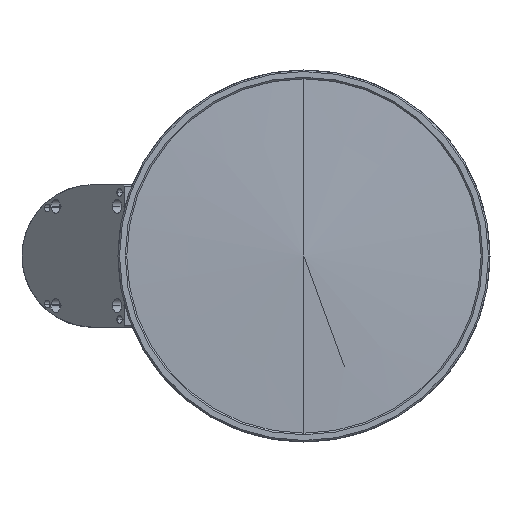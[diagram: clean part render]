
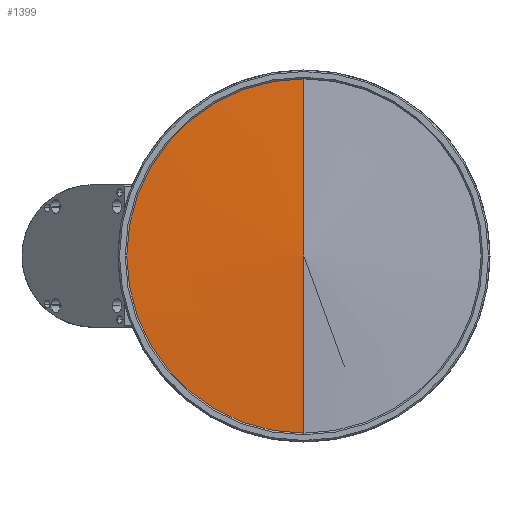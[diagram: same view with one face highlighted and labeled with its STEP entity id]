
A CAD part, left-side view. The second image highlights one B-rep face of the part: STEP entity #1399.
In plain terms, the highlighted conical face has half-angle 87.437 degrees and reference radius 58.484 mm.
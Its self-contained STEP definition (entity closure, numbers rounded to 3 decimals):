
#1326 = CARTESIAN_POINT ( 'NONE',  ( 2.558, 0., 57.15 ) ) ;
#1399 = ADVANCED_FACE ( 'NONE', ( #6089 ), #7517, .T. ) ;
#2445 = EDGE_LOOP ( 'NONE', ( #12804, #12636, #14146 ) ) ;
#2455 = VERTEX_POINT ( 'NONE', #1326 ) ;
#4018 = DIRECTION ( 'NONE',  ( 0., 0., -1. ) ) ;
#4370 = CIRCLE ( 'NONE', #11092, 57.15 ) ;
#4745 = LINE ( 'NONE', #12475, #14398 ) ;
#6089 = FACE_OUTER_BOUND ( 'NONE', #2445, .T. ) ;
#6447 = DIRECTION ( 'NONE',  ( 0.045, 0., -0.999 ) ) ;
#7282 = DIRECTION ( 'NONE',  ( 1., 0., 0. ) ) ;
#7517 = CONICAL_SURFACE ( 'NONE', #14479, 58.484, 1.526 ) ;
#7717 = CARTESIAN_POINT ( 'NONE',  ( 2.558, 0., -57.15 ) ) ;
#7812 = EDGE_CURVE ( 'NONE', #9228, #2455, #4745, .T. ) ;
#8567 = DIRECTION ( 'NONE',  ( 1., 0., 0. ) ) ;
#9228 = VERTEX_POINT ( 'NONE', #9818 ) ;
#9818 = CARTESIAN_POINT ( 'NONE',  ( 0., 0., 0. ) ) ;
#11092 = AXIS2_PLACEMENT_3D ( 'NONE', #13040, #8567, #4018 ) ;
#11501 = CARTESIAN_POINT ( 'NONE',  ( 2.618, 0., 0. ) ) ;
#12475 = CARTESIAN_POINT ( 'NONE',  ( 2.618, 0., 58.484 ) ) ;
#12555 = EDGE_CURVE ( 'NONE', #18824, #2455, #4370, .T. ) ;
#12636 = ORIENTED_EDGE ( 'NONE', *, *, #7812, .T. ) ;
#12804 = ORIENTED_EDGE ( 'NONE', *, *, #12877, .F. ) ;
#12877 = EDGE_CURVE ( 'NONE', #9228, #18824, #17592, .T. ) ;
#13040 = CARTESIAN_POINT ( 'NONE',  ( 2.558, 0., 0. ) ) ;
#13145 = DIRECTION ( 'NONE',  ( 0., 0., -1. ) ) ;
#13563 = VECTOR ( 'NONE', #6447, 1000. ) ;
#14146 = ORIENTED_EDGE ( 'NONE', *, *, #12555, .F. ) ;
#14398 = VECTOR ( 'NONE', #17039, 1000. ) ;
#14479 = AXIS2_PLACEMENT_3D ( 'NONE', #11501, #7282, #13145 ) ;
#17039 = DIRECTION ( 'NONE',  ( 0.045, 0., 0.999 ) ) ;
#17592 = LINE ( 'NONE', #18641, #13563 ) ;
#18641 = CARTESIAN_POINT ( 'NONE',  ( 2.618, 0., -58.484 ) ) ;
#18824 = VERTEX_POINT ( 'NONE', #7717 ) ;
